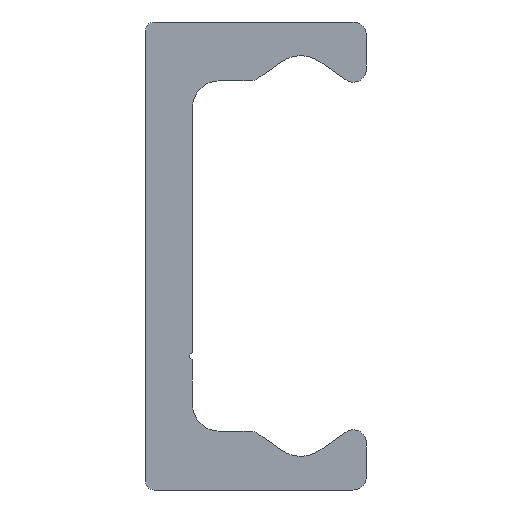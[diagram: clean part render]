
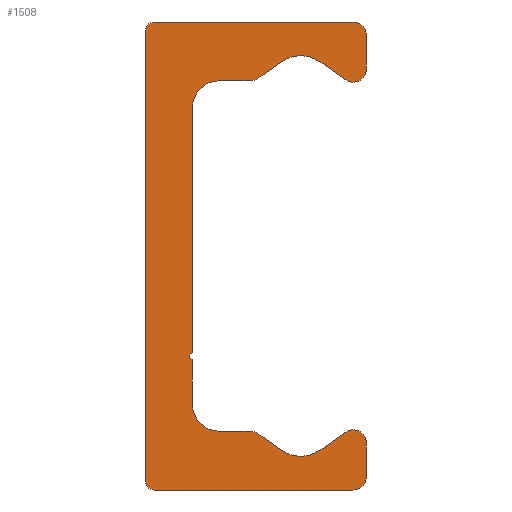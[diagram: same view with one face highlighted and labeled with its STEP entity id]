
A CAD part, left-side view. The second image highlights one B-rep face of the part: STEP entity #1508.
In plain terms, the highlighted planar face has unit normal (-1, 0, 0).
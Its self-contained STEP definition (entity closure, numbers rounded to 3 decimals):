
#550=CARTESIAN_POINT('',(0.0,4.75,-7.25));
#551=VERTEX_POINT('',#550);
#558=CARTESIAN_POINT('',(0.0,4.75,-7.75));
#559=VERTEX_POINT('',#558);
#560=CARTESIAN_POINT('',(0.0,4.75,-7.5));
#561=DIRECTION('',(-1.0,0.0,0.0));
#562=DIRECTION('',(0.0,0.0,1.0));
#563=AXIS2_PLACEMENT_3D('',#560,#561,#562);
#564=CIRCLE('',#563,0.25);
#565=EDGE_CURVE('',#551,#559,#564,.T.);
#675=CARTESIAN_POINT('',(0.0,4.75,11.1));
#676=VERTEX_POINT('',#675);
#683=CARTESIAN_POINT('',(0.0,4.75,11.1));
#684=DIRECTION('',(0.0,0.0,-1.0));
#685=VECTOR('',#684,18.35);
#686=LINE('',#683,#685);
#687=EDGE_CURVE('',#676,#551,#686,.T.);
#717=CARTESIAN_POINT('',(0.0,7.6,-17.5));
#718=VERTEX_POINT('',#717);
#725=CARTESIAN_POINT('',(0.0,8.25,-16.85));
#726=VERTEX_POINT('',#725);
#727=CARTESIAN_POINT('',(0.0,7.6,-16.85));
#728=DIRECTION('',(1.0,0.0,0.0));
#729=DIRECTION('',(0.0,0.0,-1.0));
#730=AXIS2_PLACEMENT_3D('',#727,#728,#729);
#731=CIRCLE('',#730,0.65);
#732=EDGE_CURVE('',#718,#726,#731,.T.);
#756=CARTESIAN_POINT('',(0.0,-7.25,-17.5));
#757=VERTEX_POINT('',#756);
#764=CARTESIAN_POINT('',(0.0,-7.25,-17.5));
#765=DIRECTION('',(0.0,1.0,0.0));
#766=VECTOR('',#765,14.85);
#767=LINE('',#764,#766);
#768=EDGE_CURVE('',#757,#718,#767,.T.);
#788=CARTESIAN_POINT('',(0.0,-8.25,-16.5));
#789=VERTEX_POINT('',#788);
#796=CARTESIAN_POINT('',(0.0,-7.25,-16.5));
#797=DIRECTION('',(1.0,0.0,0.0));
#798=DIRECTION('',(0.0,-1.0,0.0));
#799=AXIS2_PLACEMENT_3D('',#796,#797,#798);
#800=CIRCLE('',#799,1.0);
#801=EDGE_CURVE('',#789,#757,#800,.T.);
#820=CARTESIAN_POINT('',(0.0,-8.25,-13.98));
#821=VERTEX_POINT('',#820);
#828=CARTESIAN_POINT('',(0.0,-8.25,-13.98));
#829=DIRECTION('',(0.0,0.0,-1.0));
#830=VECTOR('',#829,2.52);
#831=LINE('',#828,#830);
#832=EDGE_CURVE('',#821,#789,#831,.T.);
#852=CARTESIAN_POINT('',(0.0,-6.708,-13.177));
#853=VERTEX_POINT('',#852);
#860=CARTESIAN_POINT('',(0.0,-7.27,-13.98));
#861=DIRECTION('',(1.0,0.0,0.0));
#862=DIRECTION('',(0.0,0.574,0.819));
#863=AXIS2_PLACEMENT_3D('',#860,#861,#862);
#864=CIRCLE('',#863,0.98);
#865=EDGE_CURVE('',#853,#821,#864,.T.);
#884=CARTESIAN_POINT('',(0.0,-4.784,-14.524));
#885=VERTEX_POINT('',#884);
#892=CARTESIAN_POINT('',(0.0,-4.784,-14.524));
#893=DIRECTION('',(0.0,-0.819,0.574));
#894=VECTOR('',#893,2.349);
#895=LINE('',#892,#894);
#896=EDGE_CURVE('',#885,#853,#895,.T.);
#916=CARTESIAN_POINT('',(0.0,-1.916,-14.524));
#917=VERTEX_POINT('',#916);
#924=CARTESIAN_POINT('',(0.0,-3.35,-12.477));
#925=DIRECTION('',(-1.0,0.0,0.0));
#926=DIRECTION('',(0.0,0.574,0.819));
#927=AXIS2_PLACEMENT_3D('',#924,#925,#926);
#928=CIRCLE('',#927,2.5);
#929=EDGE_CURVE('',#917,#885,#928,.T.);
#948=CARTESIAN_POINT('',(0.0,-0.14,-13.281));
#949=VERTEX_POINT('',#948);
#956=CARTESIAN_POINT('',(0.0,-0.14,-13.281));
#957=DIRECTION('',(0.0,-0.819,-0.574));
#958=VECTOR('',#957,2.168);
#959=LINE('',#956,#958);
#960=EDGE_CURVE('',#949,#917,#959,.T.);
#980=CARTESIAN_POINT('',(0.0,0.433,-13.1));
#981=VERTEX_POINT('',#980);
#988=CARTESIAN_POINT('',(0.0,0.433,-14.1));
#989=DIRECTION('',(1.0,0.0,0.0));
#990=DIRECTION('',(0.0,0.0,1.0));
#991=AXIS2_PLACEMENT_3D('',#988,#989,#990);
#992=CIRCLE('',#991,1.);
#993=EDGE_CURVE('',#981,#949,#992,.T.);
#1012=CARTESIAN_POINT('',(0.0,2.75,-13.1));
#1013=VERTEX_POINT('',#1012);
#1020=CARTESIAN_POINT('',(0.0,2.75,-13.1));
#1021=DIRECTION('',(0.0,-1.0,0.0));
#1022=VECTOR('',#1021,2.317);
#1023=LINE('',#1020,#1022);
#1024=EDGE_CURVE('',#1013,#981,#1023,.T.);
#1044=CARTESIAN_POINT('',(0.0,4.75,-11.1));
#1045=VERTEX_POINT('',#1044);
#1052=CARTESIAN_POINT('',(0.0,2.75,-11.1));
#1053=DIRECTION('',(-1.0,0.0,0.0));
#1054=DIRECTION('',(0.0,0.0,1.0));
#1055=AXIS2_PLACEMENT_3D('',#1052,#1053,#1054);
#1056=CIRCLE('',#1055,2.0);
#1057=EDGE_CURVE('',#1045,#1013,#1056,.T.);
#1075=CARTESIAN_POINT('',(0.0,4.75,-7.75));
#1076=DIRECTION('',(0.0,0.0,-1.0));
#1077=VECTOR('',#1076,3.35);
#1078=LINE('',#1075,#1077);
#1079=EDGE_CURVE('',#559,#1045,#1078,.T.);
#1099=CARTESIAN_POINT('',(0.0,2.75,13.1));
#1100=VERTEX_POINT('',#1099);
#1107=CARTESIAN_POINT('',(0.0,2.75,11.1));
#1108=DIRECTION('',(-1.0,0.0,0.0));
#1109=DIRECTION('',(0.0,-1.0,0.0));
#1110=AXIS2_PLACEMENT_3D('',#1107,#1108,#1109);
#1111=CIRCLE('',#1110,2.0);
#1112=EDGE_CURVE('',#1100,#676,#1111,.T.);
#1131=CARTESIAN_POINT('',(0.0,0.433,13.1));
#1132=VERTEX_POINT('',#1131);
#1139=CARTESIAN_POINT('',(0.0,0.433,13.1));
#1140=DIRECTION('',(0.0,1.0,0.0));
#1141=VECTOR('',#1140,2.317);
#1142=LINE('',#1139,#1141);
#1143=EDGE_CURVE('',#1132,#1100,#1142,.T.);
#1163=CARTESIAN_POINT('',(0.0,-0.14,13.281));
#1164=VERTEX_POINT('',#1163);
#1171=CARTESIAN_POINT('',(0.0,0.433,14.1));
#1172=DIRECTION('',(1.0,0.0,0.0));
#1173=DIRECTION('',(0.0,-0.574,-0.819));
#1174=AXIS2_PLACEMENT_3D('',#1171,#1172,#1173);
#1175=CIRCLE('',#1174,1.);
#1176=EDGE_CURVE('',#1164,#1132,#1175,.T.);
#1195=CARTESIAN_POINT('',(0.0,-1.916,14.524));
#1196=VERTEX_POINT('',#1195);
#1203=CARTESIAN_POINT('',(0.0,-1.916,14.524));
#1204=DIRECTION('',(0.0,0.819,-0.574));
#1205=VECTOR('',#1204,2.168);
#1206=LINE('',#1203,#1205);
#1207=EDGE_CURVE('',#1196,#1164,#1206,.T.);
#1227=CARTESIAN_POINT('',(0.0,-4.784,14.524));
#1228=VERTEX_POINT('',#1227);
#1235=CARTESIAN_POINT('',(0.0,-3.35,12.477));
#1236=DIRECTION('',(-1.0,0.0,0.0));
#1237=DIRECTION('',(0.0,-0.574,-0.819));
#1238=AXIS2_PLACEMENT_3D('',#1235,#1236,#1237);
#1239=CIRCLE('',#1238,2.5);
#1240=EDGE_CURVE('',#1228,#1196,#1239,.T.);
#1259=CARTESIAN_POINT('',(0.0,-6.708,13.177));
#1260=VERTEX_POINT('',#1259);
#1267=CARTESIAN_POINT('',(0.0,-6.708,13.177));
#1268=DIRECTION('',(0.0,0.819,0.574));
#1269=VECTOR('',#1268,2.349);
#1270=LINE('',#1267,#1269);
#1271=EDGE_CURVE('',#1260,#1228,#1270,.T.);
#1291=CARTESIAN_POINT('',(0.0,-8.25,13.98));
#1292=VERTEX_POINT('',#1291);
#1299=CARTESIAN_POINT('',(0.0,-7.27,13.98));
#1300=DIRECTION('',(1.0,0.0,0.0));
#1301=DIRECTION('',(0.0,-1.0,0.0));
#1302=AXIS2_PLACEMENT_3D('',#1299,#1300,#1301);
#1303=CIRCLE('',#1302,0.98);
#1304=EDGE_CURVE('',#1292,#1260,#1303,.T.);
#1323=CARTESIAN_POINT('',(0.0,-8.25,16.5));
#1324=VERTEX_POINT('',#1323);
#1331=CARTESIAN_POINT('',(0.0,-8.25,16.5));
#1332=DIRECTION('',(0.0,0.0,-1.0));
#1333=VECTOR('',#1332,2.52);
#1334=LINE('',#1331,#1333);
#1335=EDGE_CURVE('',#1324,#1292,#1334,.T.);
#1355=CARTESIAN_POINT('',(0.0,-7.25,17.5));
#1356=VERTEX_POINT('',#1355);
#1363=CARTESIAN_POINT('',(0.0,-7.25,16.5));
#1364=DIRECTION('',(1.0,0.0,0.0));
#1365=DIRECTION('',(0.0,0.0,1.0));
#1366=AXIS2_PLACEMENT_3D('',#1363,#1364,#1365);
#1367=CIRCLE('',#1366,1.0);
#1368=EDGE_CURVE('',#1356,#1324,#1367,.T.);
#1387=CARTESIAN_POINT('',(0.0,7.6,17.5));
#1388=VERTEX_POINT('',#1387);
#1395=CARTESIAN_POINT('',(0.0,7.6,17.5));
#1396=DIRECTION('',(0.0,-1.0,0.0));
#1397=VECTOR('',#1396,14.85);
#1398=LINE('',#1395,#1397);
#1399=EDGE_CURVE('',#1388,#1356,#1398,.T.);
#1419=CARTESIAN_POINT('',(0.0,8.25,16.85));
#1420=VERTEX_POINT('',#1419);
#1427=CARTESIAN_POINT('',(0.0,7.6,16.85));
#1428=DIRECTION('',(1.0,0.0,0.0));
#1429=DIRECTION('',(0.0,1.0,0.0));
#1430=AXIS2_PLACEMENT_3D('',#1427,#1428,#1429);
#1431=CIRCLE('',#1430,0.65);
#1432=EDGE_CURVE('',#1420,#1388,#1431,.T.);
#1450=CARTESIAN_POINT('',(0.0,8.25,-16.85));
#1451=DIRECTION('',(0.0,0.0,1.0));
#1452=VECTOR('',#1451,33.7);
#1453=LINE('',#1450,#1452);
#1454=EDGE_CURVE('',#726,#1420,#1453,.T.);
#1475=CARTESIAN_POINT('',(0.0,2.258,-0.017));
#1476=DIRECTION('',(1.0,0.0,0.0));
#1477=DIRECTION('',(0.0,0.0,-1.0));
#1478=AXIS2_PLACEMENT_3D('',#1475,#1476,#1477);
#1479=PLANE('',#1478);
#1480=ORIENTED_EDGE('',*,*,#1454,.F.);
#1481=ORIENTED_EDGE('',*,*,#732,.F.);
#1482=ORIENTED_EDGE('',*,*,#768,.F.);
#1483=ORIENTED_EDGE('',*,*,#801,.F.);
#1484=ORIENTED_EDGE('',*,*,#832,.F.);
#1485=ORIENTED_EDGE('',*,*,#865,.F.);
#1486=ORIENTED_EDGE('',*,*,#896,.F.);
#1487=ORIENTED_EDGE('',*,*,#929,.F.);
#1488=ORIENTED_EDGE('',*,*,#960,.F.);
#1489=ORIENTED_EDGE('',*,*,#993,.F.);
#1490=ORIENTED_EDGE('',*,*,#1024,.F.);
#1491=ORIENTED_EDGE('',*,*,#1057,.F.);
#1492=ORIENTED_EDGE('',*,*,#1079,.F.);
#1493=ORIENTED_EDGE('',*,*,#565,.F.);
#1494=ORIENTED_EDGE('',*,*,#687,.F.);
#1495=ORIENTED_EDGE('',*,*,#1112,.F.);
#1496=ORIENTED_EDGE('',*,*,#1143,.F.);
#1497=ORIENTED_EDGE('',*,*,#1176,.F.);
#1498=ORIENTED_EDGE('',*,*,#1207,.F.);
#1499=ORIENTED_EDGE('',*,*,#1240,.F.);
#1500=ORIENTED_EDGE('',*,*,#1271,.F.);
#1501=ORIENTED_EDGE('',*,*,#1304,.F.);
#1502=ORIENTED_EDGE('',*,*,#1335,.F.);
#1503=ORIENTED_EDGE('',*,*,#1368,.F.);
#1504=ORIENTED_EDGE('',*,*,#1399,.F.);
#1505=ORIENTED_EDGE('',*,*,#1432,.F.);
#1506=EDGE_LOOP('',(#1480,#1481,#1482,#1483,#1484,#1485,#1486,#1487,#1488,#1489,#1490,#1491,#1492,#1493,#1494,#1495,#1496,#1497,#1498,#1499,#1500,#1501,#1502,#1503,#1504,#1505));
#1507=FACE_OUTER_BOUND('',#1506,.T.);
#1508=ADVANCED_FACE('',(#1507),#1479,.F.);
